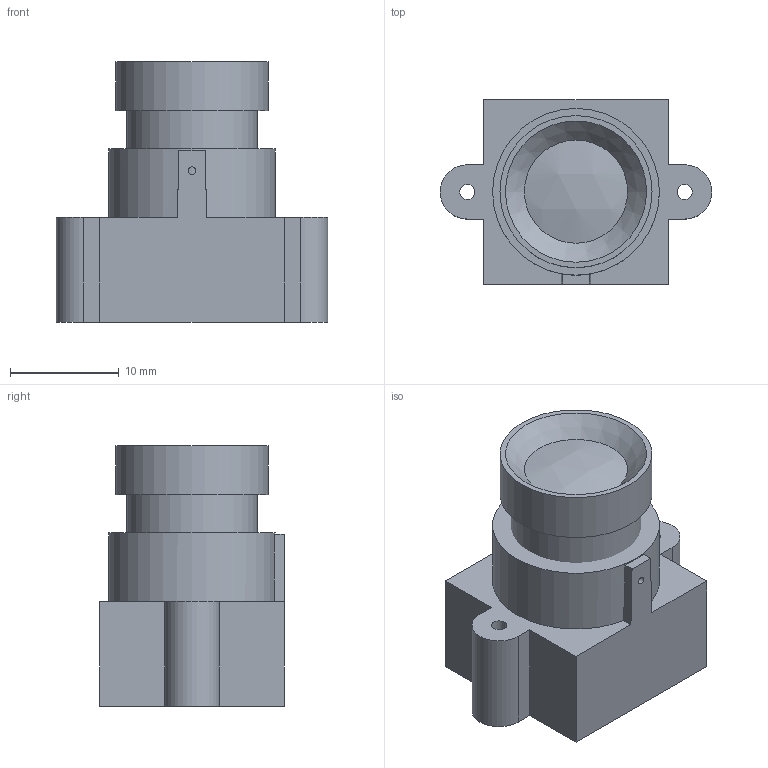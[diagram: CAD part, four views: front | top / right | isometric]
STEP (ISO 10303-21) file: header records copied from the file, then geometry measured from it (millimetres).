
FILE_DESCRIPTION(/* description */ (''),/* implementation_level */ '2;1');
FILE_NAME(/* name */ 'Assembled_Lens.step',/* time_stamp */ '2020-02-13T13:29:33+01:00',/* author */ (''),/* organization */ (''),/* preprocessor_version */ 'ST-DEVELOPER v18',/* originating_system */ 'Autodesk Translation Framework v8.12.0.6',/* authorisation */ '');
FILE_SCHEMA (('AUTOMOTIVE_DESIGN { 1 0 10303 214 3 1 1 }'));
Length unit declared in the file: millimetre
Products named in the file (3): Assembled; Holder; LENS
Assembly tree (2 placements, depth 2):
  Assembled
    Holder
    LENS
Bounding box: 25 x 17 x 24 mm (x, y, z)
Volume: 3138.2 mm3; surface area: 3303.1 mm2
Topology: 2 solids, 2 shells, 43 faces, 116 edges, 82 vertices
Faces by surface type: plane 30, cylinder 10, cone 2, sphere 1
Full cylindrical faces by diameter (mm): 0.7 x1, 1.4 x2, 5.6 x1, 11.459 x1, 12 x1, 14 x1, 15.35 x1
Entity records: 1552 total; most frequent: CARTESIAN_POINT 281, DIRECTION 252, ORIENTED_EDGE 232, EDGE_CURVE 116, AXIS2_PLACEMENT_3D 89, VERTEX_POINT 82, LINE 74, VECTOR 74
